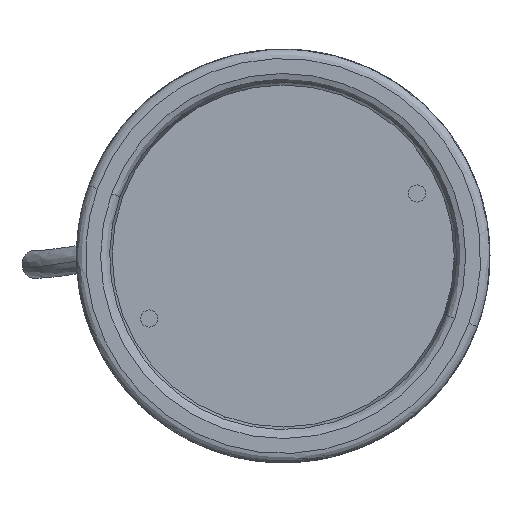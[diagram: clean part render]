
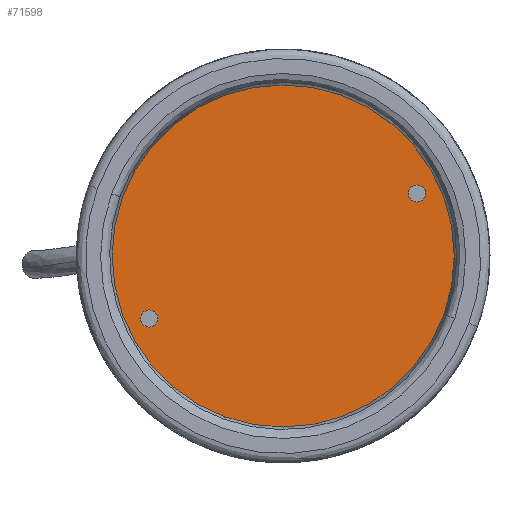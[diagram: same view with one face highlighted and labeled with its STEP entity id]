
A CAD part, front view. The second image highlights one B-rep face of the part: STEP entity #71598.
In plain terms, the highlighted planar face has unit normal (0, -1, 0).
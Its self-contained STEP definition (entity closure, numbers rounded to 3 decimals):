
#2271 = ORIENTED_EDGE ( 'NONE', *, *, #46955, .F. ) ;
#2945 = EDGE_CURVE ( 'NONE', #25521, #13479, #45667, .T. ) ;
#3071 = VERTEX_POINT ( 'NONE', #36535 ) ;
#5547 = EDGE_LOOP ( 'NONE', ( #2271, #18679 ) ) ;
#6767 = VERTEX_POINT ( 'NONE', #71408 ) ;
#7317 = DIRECTION ( 'NONE',  ( 0., -1., 0. ) ) ;
#7505 = AXIS2_PLACEMENT_3D ( 'NONE', #24538, #35635, #12637 ) ;
#8145 = CARTESIAN_POINT ( 'NONE',  ( 0., 5.2, -55. ) ) ;
#9985 = CARTESIAN_POINT ( 'NONE',  ( 30.838, 5.2, 33.588 ) ) ;
#11886 = AXIS2_PLACEMENT_3D ( 'NONE', #48889, #67067, #37012 ) ;
#12618 = CARTESIAN_POINT ( 'NONE',  ( -110., 5.2, -110. ) ) ;
#12637 = DIRECTION ( 'NONE',  ( 0., 0., -1. ) ) ;
#12818 = DIRECTION ( 'NONE',  ( 1., 0., 0. ) ) ;
#13479 = VERTEX_POINT ( 'NONE', #8145 ) ;
#16637 = EDGE_CURVE ( 'NONE', #6767, #44200, #56413, .T. ) ;
#18679 = ORIENTED_EDGE ( 'NONE', *, *, #74596, .F. ) ;
#18758 = CARTESIAN_POINT ( 'NONE',  ( 33.588, 5.2, 33.588 ) ) ;
#20166 = AXIS2_PLACEMENT_3D ( 'NONE', #61937, #7317, #49279 ) ;
#20722 = CIRCLE ( 'NONE', #11886, 2.75 ) ;
#21833 = ORIENTED_EDGE ( 'NONE', *, *, #2945, .T. ) ;
#23482 = CARTESIAN_POINT ( 'NONE',  ( 0., 5.2, 0. ) ) ;
#24538 = CARTESIAN_POINT ( 'NONE',  ( 0., 5.2, 0. ) ) ;
#24917 = FACE_OUTER_BOUND ( 'NONE', #77852, .T. ) ;
#25302 = DIRECTION ( 'NONE',  ( 0., 0., 1. ) ) ;
#25521 = VERTEX_POINT ( 'NONE', #71770 ) ;
#30867 = FACE_BOUND ( 'NONE', #69266, .T. ) ;
#33062 = AXIS2_PLACEMENT_3D ( 'NONE', #23482, #34608, #71755 ) ;
#34608 = DIRECTION ( 'NONE',  ( 0., -1., 0. ) ) ;
#35635 = DIRECTION ( 'NONE',  ( 0., -1., 0. ) ) ;
#36535 = CARTESIAN_POINT ( 'NONE',  ( 36.338, 5.2, 33.588 ) ) ;
#36652 = CARTESIAN_POINT ( 'NONE',  ( -33.588, 5.2, -33.588 ) ) ;
#37012 = DIRECTION ( 'NONE',  ( 1., 0., 0. ) ) ;
#37906 = ORIENTED_EDGE ( 'NONE', *, *, #59283, .F. ) ;
#38214 = DIRECTION ( 'NONE',  ( 0., -1., 0. ) ) ;
#41942 = PLANE ( 'NONE',  #70767 ) ;
#44200 = VERTEX_POINT ( 'NONE', #54455 ) ;
#45667 = CIRCLE ( 'NONE', #33062, 55. ) ;
#46955 = EDGE_CURVE ( 'NONE', #3071, #73738, #68190, .T. ) ;
#48267 = FACE_BOUND ( 'NONE', #5547, .T. ) ;
#48851 = AXIS2_PLACEMENT_3D ( 'NONE', #36652, #38214, #62355 ) ;
#48889 = CARTESIAN_POINT ( 'NONE',  ( -33.588, 5.2, -33.588 ) ) ;
#49208 = CIRCLE ( 'NONE', #7505, 55. ) ;
#49279 = DIRECTION ( 'NONE',  ( 1., 0., 0. ) ) ;
#54089 = ORIENTED_EDGE ( 'NONE', *, *, #70227, .T. ) ;
#54455 = CARTESIAN_POINT ( 'NONE',  ( -36.338, 5.2, -33.588 ) ) ;
#55756 = CIRCLE ( 'NONE', #75943, 2.75 ) ;
#56413 = CIRCLE ( 'NONE', #48851, 2.75 ) ;
#59283 = EDGE_CURVE ( 'NONE', #44200, #6767, #20722, .T. ) ;
#60531 = DIRECTION ( 'NONE',  ( 0., 1., 0. ) ) ;
#61937 = CARTESIAN_POINT ( 'NONE',  ( 33.588, 5.2, 33.588 ) ) ;
#62355 = DIRECTION ( 'NONE',  ( 1., 0., 0. ) ) ;
#67044 = DIRECTION ( 'NONE',  ( 0., -1., 0. ) ) ;
#67067 = DIRECTION ( 'NONE',  ( 0., -1., 0. ) ) ;
#68190 = CIRCLE ( 'NONE', #20166, 2.75 ) ;
#69266 = EDGE_LOOP ( 'NONE', ( #74869, #37906 ) ) ;
#70227 = EDGE_CURVE ( 'NONE', #13479, #25521, #49208, .T. ) ;
#70767 = AXIS2_PLACEMENT_3D ( 'NONE', #12618, #60531, #25302 ) ;
#71408 = CARTESIAN_POINT ( 'NONE',  ( -30.838, 5.2, -33.588 ) ) ;
#71598 = ADVANCED_FACE ( 'NONE', ( #48267, #30867, #24917 ), #41942, .F. ) ;
#71755 = DIRECTION ( 'NONE',  ( 0., 0., -1. ) ) ;
#71770 = CARTESIAN_POINT ( 'NONE',  ( 0., 5.2, 55. ) ) ;
#73738 = VERTEX_POINT ( 'NONE', #9985 ) ;
#74596 = EDGE_CURVE ( 'NONE', #73738, #3071, #55756, .T. ) ;
#74869 = ORIENTED_EDGE ( 'NONE', *, *, #16637, .F. ) ;
#75943 = AXIS2_PLACEMENT_3D ( 'NONE', #18758, #67044, #12818 ) ;
#77852 = EDGE_LOOP ( 'NONE', ( #54089, #21833 ) ) ;
